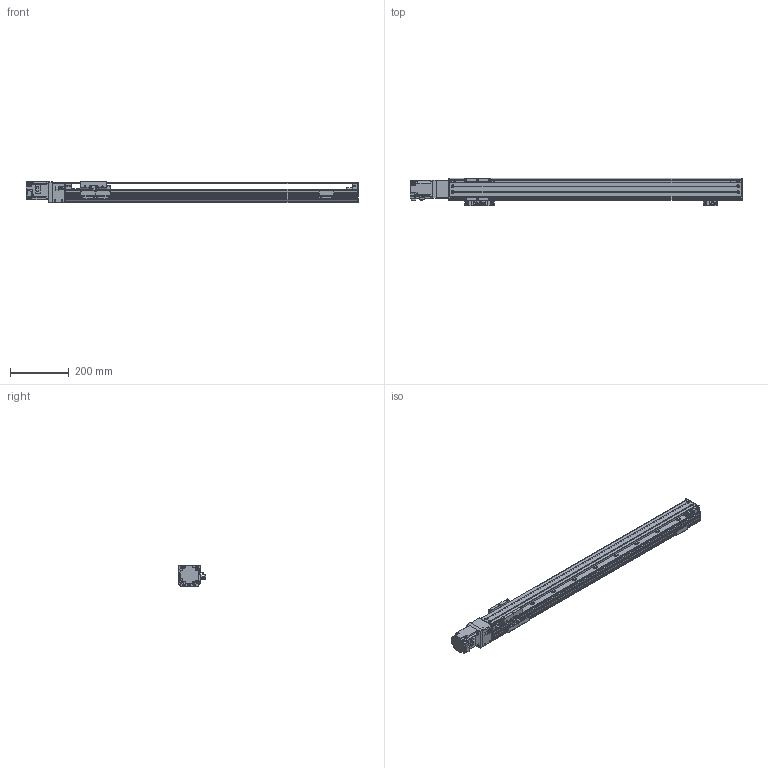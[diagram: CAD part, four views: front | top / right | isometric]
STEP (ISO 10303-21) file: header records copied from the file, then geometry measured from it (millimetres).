
FILE_DESCRIPTION(/* description */ (''),/* implementation_level */ '2;1');
FILE_NAME(/* name */ 'HR75-S20-N1B-0800-R10.stp',/* time_stamp */ '2025-01-18T10:34:30+09:00',/* author */ ('user'),/* organization */ (''),/* preprocessor_version */ 'ST-DEVELOPER v18.1',/* originating_system */ 'Autodesk Inventor 2022',/* authorisation */ '');
FILE_SCHEMA (('CONFIG_CONTROL_DESIGN'));
Length unit declared in the file: millimetre
Products named in the file (20): HG75-S20-N1B-0500-R10 - 간소화; BASE; HR75 FRONT BLOCK; HR75 REAR COVER-TENTION; HR75 TENSION REAR BLOCK; HG3UPCOV001; H 15F_BLOCK; SDWA-31C; COUPLING COVER; HR75 REAR COVER; HR65,75 SENSOR DOG; HG90STOPPER - 20L; HG90STOPPER - 27L; hg-kr23_; HG75 S MOTOR PLATE-B; HG75 S MOTOR PLATE-M; HR75 W TABLE; LMKE1520 NUT; SENSOR BRK(EE-SX674A); EE_SX674A
Assembly tree (23 placements, depth 2):
  HG75-S20-N1B-0500-R10 - 간소화
    BASE
    HR75 FRONT BLOCK
    HR75 REAR COVER-TENTION
    SENSOR BRK(EE-SX674A)  x3
    EE_SX674A  x3
    HR75 TENSION REAR BLOCK
    HG3UPCOV001
    H 15F_BLOCK
    SDWA-31C
    COUPLING COVER
    HR75 REAR COVER
    HR65,75 SENSOR DOG
    HG90STOPPER - 20L
    HG90STOPPER - 27L
    hg-kr23_
    HG75 S MOTOR PLATE-B
    HG75 S MOTOR PLATE-M
    HR75 W TABLE
    LMKE1520 NUT
Bounding box: 1127.6 x 94 x 73 mm (x, y, z)
Volume: 1691140.9 mm3; surface area: 727731.1 mm2
Topology: 23 solids, 55 shells, 1830 faces, 4703 edges, 3066 vertices
Faces by surface type: plane 895, cylinder 692, cone 175, torus 68
Full cylindrical faces by diameter (mm): 2 x4, 2.013 x2, 2.459 x12, 2.5 x20, 3 x38, 3.1 x2, 3.242 x20, 3.3 x4, 3.5 x6, 4.134 x57, 4.5 x18, 4.917 x5, 5 x55, 5.5 x51, 5.6 x8, 5.8 x4, 5.9 x10, 6 x4, 6.45 x10, 9.5 x37, 14 x1, 14.5 x2, 14.7 x1, 15 x4, 17 x1, 25 x2, 28 x1, 31.8 x3, 32 x2, 33.7 x1
Entity records: 53318 total; most frequent: CARTESIAN_POINT 9820, DIRECTION 9305, ORIENTED_EDGE 8456, EDGE_CURVE 4228, AXIS2_PLACEMENT_3D 3465, VERTEX_POINT 2794, LINE 2375, VECTOR 2375
